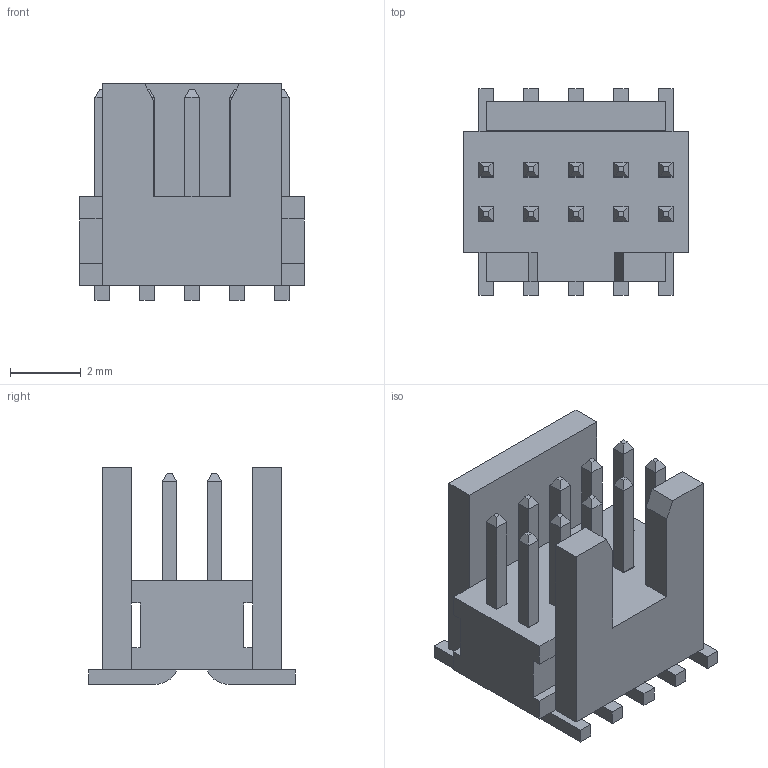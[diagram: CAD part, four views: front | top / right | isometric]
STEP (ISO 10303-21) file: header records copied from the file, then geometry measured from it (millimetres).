
FILE_DESCRIPTION (( 'STEP AP214' ), '1' );
FILE_NAME ('HDR-SMD_10P-P1.27-V-R2-C5-S5.8.STEP', '2022-02-12T14:30:18', ( '' ), ( '' ), 'SwSTEP 2.0', 'SolidWorks 2020', '' );
FILE_SCHEMA (( 'AUTOMOTIVE_DESIGN' ));
Length unit declared in the file: millimetre
Products named in the file (1): HDR-SMD_10P-P1.27-V-R2-C5-S5.8
Bounding box: 6.35 x 5.84 x 6.12 mm (x, y, z)
Volume: 113.1 mm3; surface area: 409.2 mm2
Topology: 3 solids, 3 shells, 311 faces, 836 edges, 540 vertices
Faces by surface type: plane 287, bspline 14, cylinder 10
Entity records: 13671 total; most frequent: CARTESIAN_POINT 2486, ORIENTED_EDGE 1672, DIRECTION 1424, EDGE_CURVE 836, VECTOR 788, LINE 788, VERTEX_POINT 540, EDGE_LOOP 332
